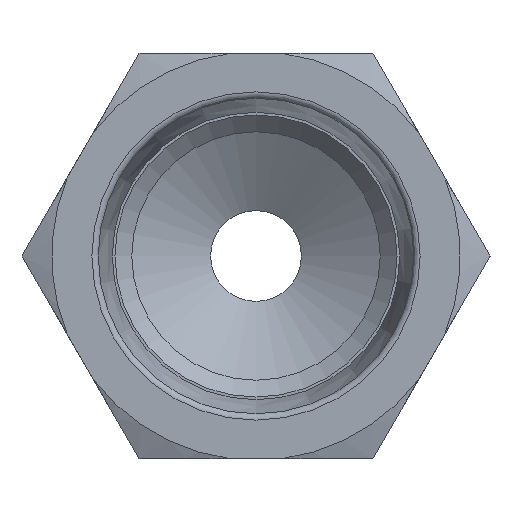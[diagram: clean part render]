
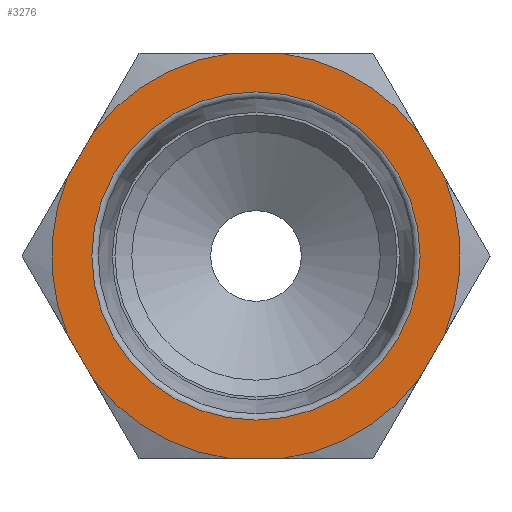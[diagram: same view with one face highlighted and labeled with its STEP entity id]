
A CAD part, left-side view. The second image highlights one B-rep face of the part: STEP entity #3276.
In plain terms, the highlighted planar face has unit normal (-1, 0, 0).
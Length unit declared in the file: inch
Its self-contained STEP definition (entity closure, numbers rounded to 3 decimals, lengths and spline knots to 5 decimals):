
#2904=CARTESIAN_POINT('',(0.0,-0.03961,0.3125));
#2905=VERTEX_POINT('',#2904);
#2975=CARTESIAN_POINT('',(0.0,0.03961,0.3125));
#2976=VERTEX_POINT('',#2975);
#2990=CARTESIAN_POINT('',(0.0,-0.03961,0.3125));
#2991=DIRECTION('',(0.0,1.0,0.0));
#2992=VECTOR('',#2991,0.07921);
#2993=LINE('',#2990,#2992);
#2994=EDGE_CURVE('',#2905,#2976,#2993,.T.);
#3141=CARTESIAN_POINT('',(0.0,0.,0.2531));
#3142=VERTEX_POINT('',#3141);
#3143=CARTESIAN_POINT('',(0.0,0.0,0.0));
#3144=DIRECTION('',(-1.0,0.0,0.0));
#3145=DIRECTION('',(0.0,0.0,-1.0));
#3146=AXIS2_PLACEMENT_3D('',#3143,#3144,#3145);
#3147=CIRCLE('',#3146,0.2531);
#3148=EDGE_CURVE('',#3142,#3142,#3147,.T.);
#3173=CARTESIAN_POINT('',(0.0,0.,0.));
#3174=DIRECTION('',(1.0,0.0,0.0));
#3175=DIRECTION('',(0.0,0.0,-1.0));
#3176=AXIS2_PLACEMENT_3D('',#3173,#3174,#3175);
#3177=PLANE('',#3176);
#3178=CARTESIAN_POINT('',(0.0,-0.03961,-0.3125));
#3179=VERTEX_POINT('',#3178);
#3180=CARTESIAN_POINT('',(0.0,-0.25083,-0.19055));
#3181=VERTEX_POINT('',#3180);
#3182=CARTESIAN_POINT('',(0.0,0.0,0.0));
#3183=DIRECTION('',(-1.0,0.0,0.0));
#3184=DIRECTION('',(0.0,1.0,0.0));
#3185=AXIS2_PLACEMENT_3D('',#3182,#3183,#3184);
#3186=CIRCLE('',#3185,0.315);
#3187=EDGE_CURVE('',#3179,#3181,#3186,.T.);
#3188=ORIENTED_EDGE('',*,*,#3187,.T.);
#3189=CARTESIAN_POINT('',(0.0,-0.29044,-0.12195));
#3190=VERTEX_POINT('',#3189);
#3191=CARTESIAN_POINT('',(0.0,-0.25083,-0.19055));
#3192=DIRECTION('',(0.0,-0.5,0.866));
#3193=VECTOR('',#3192,0.07921);
#3194=LINE('',#3191,#3193);
#3195=EDGE_CURVE('',#3181,#3190,#3194,.T.);
#3196=ORIENTED_EDGE('',*,*,#3195,.T.);
#3197=CARTESIAN_POINT('',(0.0,-0.29044,0.12195));
#3198=VERTEX_POINT('',#3197);
#3199=CARTESIAN_POINT('',(0.0,0.0,0.0));
#3200=DIRECTION('',(-1.0,0.0,0.0));
#3201=DIRECTION('',(0.0,1.0,0.0));
#3202=AXIS2_PLACEMENT_3D('',#3199,#3200,#3201);
#3203=CIRCLE('',#3202,0.315);
#3204=EDGE_CURVE('',#3190,#3198,#3203,.T.);
#3205=ORIENTED_EDGE('',*,*,#3204,.T.);
#3206=CARTESIAN_POINT('',(0.0,-0.25083,0.19055));
#3207=VERTEX_POINT('',#3206);
#3208=CARTESIAN_POINT('',(0.0,-0.29044,0.12195));
#3209=DIRECTION('',(0.0,0.5,0.866));
#3210=VECTOR('',#3209,0.07921);
#3211=LINE('',#3208,#3210);
#3212=EDGE_CURVE('',#3198,#3207,#3211,.T.);
#3213=ORIENTED_EDGE('',*,*,#3212,.T.);
#3214=CARTESIAN_POINT('',(0.0,0.0,0.0));
#3215=DIRECTION('',(-1.0,0.0,0.0));
#3216=DIRECTION('',(0.0,1.0,0.0));
#3217=AXIS2_PLACEMENT_3D('',#3214,#3215,#3216);
#3218=CIRCLE('',#3217,0.315);
#3219=EDGE_CURVE('',#3207,#2905,#3218,.T.);
#3220=ORIENTED_EDGE('',*,*,#3219,.T.);
#3221=ORIENTED_EDGE('',*,*,#2994,.T.);
#3222=CARTESIAN_POINT('',(0.0,0.25083,0.19055));
#3223=VERTEX_POINT('',#3222);
#3224=CARTESIAN_POINT('',(0.0,0.0,0.0));
#3225=DIRECTION('',(-1.0,0.0,0.0));
#3226=DIRECTION('',(0.0,1.0,0.0));
#3227=AXIS2_PLACEMENT_3D('',#3224,#3225,#3226);
#3228=CIRCLE('',#3227,0.315);
#3229=EDGE_CURVE('',#2976,#3223,#3228,.T.);
#3230=ORIENTED_EDGE('',*,*,#3229,.T.);
#3231=CARTESIAN_POINT('',(0.0,0.29044,0.12195));
#3232=VERTEX_POINT('',#3231);
#3233=CARTESIAN_POINT('',(0.0,0.25083,0.19055));
#3234=DIRECTION('',(0.0,0.5,-0.866));
#3235=VECTOR('',#3234,0.07921);
#3236=LINE('',#3233,#3235);
#3237=EDGE_CURVE('',#3223,#3232,#3236,.T.);
#3238=ORIENTED_EDGE('',*,*,#3237,.T.);
#3239=CARTESIAN_POINT('',(0.0,0.29044,-0.12195));
#3240=VERTEX_POINT('',#3239);
#3241=CARTESIAN_POINT('',(0.0,0.0,0.0));
#3242=DIRECTION('',(-1.0,0.0,0.0));
#3243=DIRECTION('',(0.0,1.0,0.0));
#3244=AXIS2_PLACEMENT_3D('',#3241,#3242,#3243);
#3245=CIRCLE('',#3244,0.315);
#3246=EDGE_CURVE('',#3232,#3240,#3245,.T.);
#3247=ORIENTED_EDGE('',*,*,#3246,.T.);
#3248=CARTESIAN_POINT('',(0.0,0.25083,-0.19055));
#3249=VERTEX_POINT('',#3248);
#3250=CARTESIAN_POINT('',(0.0,0.29044,-0.12195));
#3251=DIRECTION('',(0.0,-0.5,-0.866));
#3252=VECTOR('',#3251,0.07921);
#3253=LINE('',#3250,#3252);
#3254=EDGE_CURVE('',#3240,#3249,#3253,.T.);
#3255=ORIENTED_EDGE('',*,*,#3254,.T.);
#3256=CARTESIAN_POINT('',(0.0,0.03961,-0.3125));
#3257=VERTEX_POINT('',#3256);
#3258=CARTESIAN_POINT('',(0.0,0.0,0.0));
#3259=DIRECTION('',(-1.0,0.0,0.0));
#3260=DIRECTION('',(0.0,1.0,0.0));
#3261=AXIS2_PLACEMENT_3D('',#3258,#3259,#3260);
#3262=CIRCLE('',#3261,0.315);
#3263=EDGE_CURVE('',#3249,#3257,#3262,.T.);
#3264=ORIENTED_EDGE('',*,*,#3263,.T.);
#3265=CARTESIAN_POINT('',(0.0,0.03961,-0.3125));
#3266=DIRECTION('',(0.0,-1.0,0.0));
#3267=VECTOR('',#3266,0.07921);
#3268=LINE('',#3265,#3267);
#3269=EDGE_CURVE('',#3257,#3179,#3268,.T.);
#3270=ORIENTED_EDGE('',*,*,#3269,.T.);
#3271=EDGE_LOOP('',(#3188,#3196,#3205,#3213,#3220,#3221,#3230,#3238,#3247,#3255,#3264,#3270));
#3272=FACE_OUTER_BOUND('',#3271,.T.);
#3273=ORIENTED_EDGE('',*,*,#3148,.F.);
#3274=EDGE_LOOP('',(#3273));
#3275=FACE_BOUND('',#3274,.T.);
#3276=ADVANCED_FACE('',(#3272,#3275),#3177,.F.);
